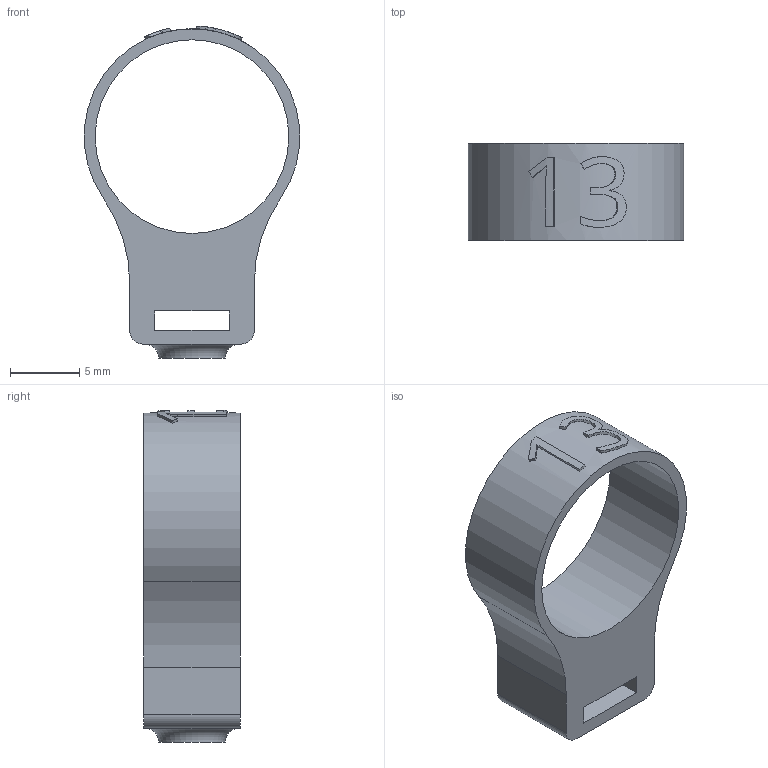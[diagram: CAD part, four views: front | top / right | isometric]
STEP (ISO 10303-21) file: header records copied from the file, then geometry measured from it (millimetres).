
FILE_DESCRIPTION(/* description */ ('STEP AP242','CAx-IF Rec.Pracs.---Representation and Presentation of Product Manufacturing Information (PMI)---4.0---2014-10-13','CAx-IF Rec.Pracs.---3D Tessellated Geometry---0.4---2014-09-14','2;1'),/* implementation_level */ '2;1');
FILE_NAME(/* name */ '6749d5dd4f0a455df82406e0',/* time_stamp */ '2024-11-29T14:55:26Z',/* author */ (''),/* organization */ (''),/* preprocessor_version */ 'ST-DEVELOPER v20',/* originating_system */ 'ONSHAPE BY PTC INC, 1.190',/* authorisation */ ' ');
FILE_SCHEMA (('AP242_MANAGED_MODEL_BASED_3D_ENGINEERING_MIM_LF { 1 0 10303 442 1 1 4 }'));
Length unit declared in the file: metre
Products named in the file (1): Finger ring
Bounding box: 15.55 x 7 x 23.99 mm (x, y, z)
Volume: 728.1 mm3; surface area: 1077.4 mm2
Topology: 1 solids, 1 shells, 57 faces, 156 edges, 104 vertices
Faces by surface type: bspline 28, plane 19, cylinder 9, torus 1
Full cylindrical faces by diameter (mm): 2 x1, 14 x1
Entity records: 2173 total; most frequent: CARTESIAN_POINT 935, ORIENTED_EDGE 306, EDGE_CURVE 153, DIRECTION 149, VERTEX_POINT 104, B_SPLINE_CURVE_WITH_KNOTS 88, EDGE_LOOP 69, FACE_BOUND 69
